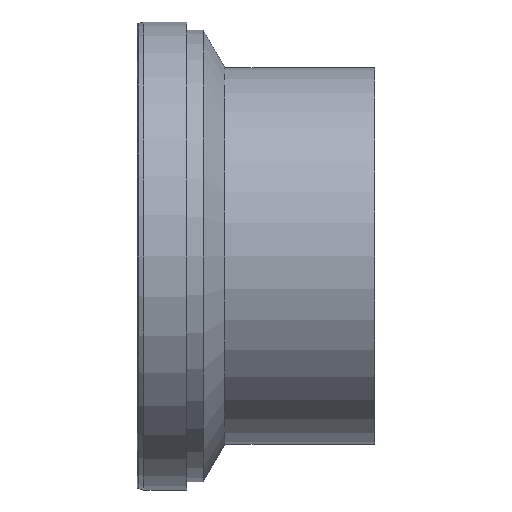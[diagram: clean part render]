
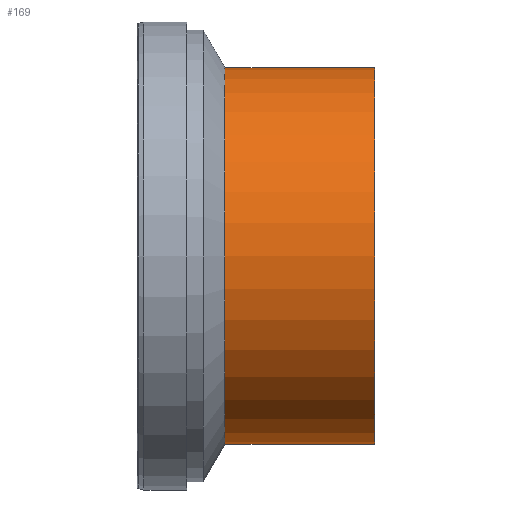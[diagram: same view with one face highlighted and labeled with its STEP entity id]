
A CAD part, front view. The second image highlights one B-rep face of the part: STEP entity #169.
In plain terms, the highlighted cylindrical face has radius 57.15 mm (diameter 114.3 mm), a full revolution.
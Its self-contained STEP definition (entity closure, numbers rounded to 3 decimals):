
#30=FACE_BOUND('',#65,.T.);
#45=FACE_OUTER_BOUND('',#64,.T.);
#64=EDGE_LOOP('',(#139));
#65=EDGE_LOOP('',(#140));
#90=CIRCLE('',#190,57.15);
#91=CIRCLE('',#192,57.15);
#105=VERTEX_POINT('',#287);
#106=VERTEX_POINT('',#290);
#120=EDGE_CURVE('',#105,#105,#90,.T.);
#121=EDGE_CURVE('',#106,#106,#91,.T.);
#139=ORIENTED_EDGE('',*,*,#121,.F.);
#140=ORIENTED_EDGE('',*,*,#120,.T.);
#163=CYLINDRICAL_SURFACE('',#191,57.15);
#169=ADVANCED_FACE('',(#45,#30),#163,.T.);
#190=AXIS2_PLACEMENT_3D('',#288,#230,#231);
#191=AXIS2_PLACEMENT_3D('',#289,#232,#233);
#192=AXIS2_PLACEMENT_3D('',#291,#234,#235);
#230=DIRECTION('center_axis',(1.,0.,0.));
#231=DIRECTION('ref_axis',(0.,1.,0.));
#232=DIRECTION('center_axis',(1.,0.,0.));
#233=DIRECTION('ref_axis',(0.,1.,0.));
#234=DIRECTION('center_axis',(1.,0.,0.));
#235=DIRECTION('ref_axis',(0.,1.,0.));
#287=CARTESIAN_POINT('',(26.553,57.15,0.));
#288=CARTESIAN_POINT('Origin',(26.553,0.,0.));
#289=CARTESIAN_POINT('Origin',(49.276,0.,0.));
#290=CARTESIAN_POINT('',(72.,57.15,0.));
#291=CARTESIAN_POINT('Origin',(72.,0.,0.));
